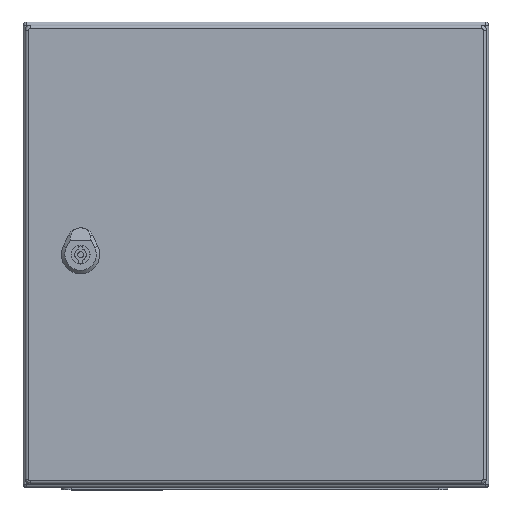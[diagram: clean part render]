
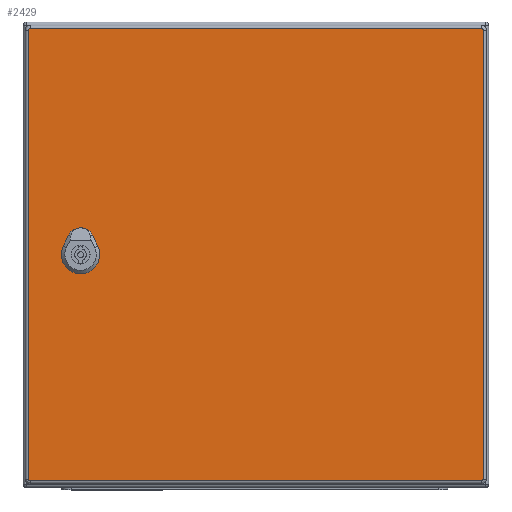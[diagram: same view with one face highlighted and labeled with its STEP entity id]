
A CAD part, top view. The second image highlights one B-rep face of the part: STEP entity #2429.
In plain terms, the highlighted face is planar.
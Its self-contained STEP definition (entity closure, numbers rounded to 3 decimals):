
#1430=FACE_BOUND('',#3655,.T.);
#1431=FACE_BOUND('',#3656,.T.);
#2009=CIRCLE('',#9840,11.25);
#2010=CIRCLE('',#9841,11.25);
#2011=CIRCLE('',#9842,11.25);
#2012=CIRCLE('',#9843,11.25);
#2013=CIRCLE('',#9844,1.4);
#2014=CIRCLE('',#9845,1.4);
#2015=CIRCLE('',#9846,1.4);
#2016=CIRCLE('',#9847,1.4);
#2429=ADVANCED_FACE('',(#1430,#1431),#2706,.F.);
#2706=PLANE('',#9848);
#3655=EDGE_LOOP('',(#5227,#5228,#5229,#5230,#5231,#5232,#5233,#5234));
#3656=EDGE_LOOP('',(#5235,#5236,#5237,#5238,#5239,#5240,#5241,#5242));
#5227=ORIENTED_EDGE('',*,*,#7607,.T.);
#5228=ORIENTED_EDGE('',*,*,#7608,.T.);
#5229=ORIENTED_EDGE('',*,*,#7609,.T.);
#5230=ORIENTED_EDGE('',*,*,#7610,.T.);
#5231=ORIENTED_EDGE('',*,*,#7611,.T.);
#5232=ORIENTED_EDGE('',*,*,#7612,.T.);
#5233=ORIENTED_EDGE('',*,*,#7613,.T.);
#5234=ORIENTED_EDGE('',*,*,#7614,.T.);
#5235=ORIENTED_EDGE('',*,*,#7615,.F.);
#5236=ORIENTED_EDGE('',*,*,#7616,.F.);
#5237=ORIENTED_EDGE('',*,*,#7617,.F.);
#5238=ORIENTED_EDGE('',*,*,#7618,.F.);
#5239=ORIENTED_EDGE('',*,*,#7619,.F.);
#5240=ORIENTED_EDGE('',*,*,#7620,.F.);
#5241=ORIENTED_EDGE('',*,*,#7621,.F.);
#5242=ORIENTED_EDGE('',*,*,#7622,.F.);
#6633=VERTEX_POINT('',#14636);
#6634=VERTEX_POINT('',#14637);
#6635=VERTEX_POINT('',#14639);
#6636=VERTEX_POINT('',#14641);
#6637=VERTEX_POINT('',#14643);
#6638=VERTEX_POINT('',#14645);
#6639=VERTEX_POINT('',#14647);
#6640=VERTEX_POINT('',#14649);
#6641=VERTEX_POINT('',#14652);
#6642=VERTEX_POINT('',#14653);
#6643=VERTEX_POINT('',#14655);
#6644=VERTEX_POINT('',#14657);
#6645=VERTEX_POINT('',#14659);
#6646=VERTEX_POINT('',#14661);
#6647=VERTEX_POINT('',#14663);
#6648=VERTEX_POINT('',#14665);
#7607=EDGE_CURVE('',#6633,#6634,#8361,.T.);
#7608=EDGE_CURVE('',#6634,#6635,#2009,.T.);
#7609=EDGE_CURVE('',#6635,#6636,#8362,.T.);
#7610=EDGE_CURVE('',#6636,#6637,#2010,.T.);
#7611=EDGE_CURVE('',#6637,#6638,#8363,.T.);
#7612=EDGE_CURVE('',#6638,#6639,#2011,.T.);
#7613=EDGE_CURVE('',#6639,#6640,#8364,.T.);
#7614=EDGE_CURVE('',#6640,#6633,#2012,.T.);
#7615=EDGE_CURVE('',#6641,#6642,#2013,.T.);
#7616=EDGE_CURVE('',#6643,#6641,#8365,.T.);
#7617=EDGE_CURVE('',#6644,#6643,#2014,.T.);
#7618=EDGE_CURVE('',#6645,#6644,#8366,.T.);
#7619=EDGE_CURVE('',#6646,#6645,#2015,.T.);
#7620=EDGE_CURVE('',#6647,#6646,#8367,.T.);
#7621=EDGE_CURVE('',#6648,#6647,#2016,.T.);
#7622=EDGE_CURVE('',#6642,#6648,#8368,.T.);
#8361=LINE('',#14635,#8971);
#8362=LINE('',#14640,#8972);
#8363=LINE('',#14644,#8973);
#8364=LINE('',#14648,#8974);
#8365=LINE('',#14654,#8975);
#8366=LINE('',#14658,#8976);
#8367=LINE('',#14662,#8977);
#8368=LINE('',#14666,#8978);
#8971=VECTOR('',#11792,1.);
#8972=VECTOR('',#11795,1.);
#8973=VECTOR('',#11798,1.);
#8974=VECTOR('',#11801,1.);
#8975=VECTOR('',#11806,1.);
#8976=VECTOR('',#11809,1.);
#8977=VECTOR('',#11812,1.);
#8978=VECTOR('',#11815,1.);
#9840=AXIS2_PLACEMENT_3D('',#14638,#11793,#11794);
#9841=AXIS2_PLACEMENT_3D('',#14642,#11796,#11797);
#9842=AXIS2_PLACEMENT_3D('',#14646,#11799,#11800);
#9843=AXIS2_PLACEMENT_3D('',#14650,#11802,#11803);
#9844=AXIS2_PLACEMENT_3D('',#14651,#11804,#11805);
#9845=AXIS2_PLACEMENT_3D('',#14656,#11807,#11808);
#9846=AXIS2_PLACEMENT_3D('',#14660,#11810,#11811);
#9847=AXIS2_PLACEMENT_3D('',#14664,#11813,#11814);
#9848=AXIS2_PLACEMENT_3D('',#14667,#11816,#11817);
#11792=DIRECTION('',(-1.,0.,0.));
#11793=DIRECTION('',(0.,0.,1.));
#11794=DIRECTION('',(1.,0.,0.));
#11795=DIRECTION('',(0.,-1.,0.));
#11796=DIRECTION('',(0.,0.,1.));
#11797=DIRECTION('',(1.,0.,0.));
#11798=DIRECTION('',(1.,0.,0.));
#11799=DIRECTION('',(0.,0.,1.));
#11800=DIRECTION('',(1.,0.,0.));
#11801=DIRECTION('',(0.,1.,0.));
#11802=DIRECTION('',(0.,0.,1.));
#11803=DIRECTION('',(1.,0.,0.));
#11804=DIRECTION('',(0.,0.,1.));
#11805=DIRECTION('',(1.,0.,0.));
#11806=DIRECTION('',(0.,-1.,0.));
#11807=DIRECTION('',(0.,0.,1.));
#11808=DIRECTION('',(1.,0.,0.));
#11809=DIRECTION('',(-1.,0.,0.));
#11810=DIRECTION('',(0.,0.,1.));
#11811=DIRECTION('',(1.,0.,0.));
#11812=DIRECTION('',(0.,1.,0.));
#11813=DIRECTION('',(0.,0.,1.));
#11814=DIRECTION('',(1.,0.,0.));
#11815=DIRECTION('',(1.,0.,0.));
#11816=DIRECTION('',(0.,0.,1.));
#11817=DIRECTION('',(1.,0.,0.));
#14635=CARTESIAN_POINT('',(-193.95,10.2,0.));
#14636=CARTESIAN_POINT('',(155.396,10.2,0.));
#14637=CARTESIAN_POINT('',(145.904,10.2,0.));
#14638=CARTESIAN_POINT('',(150.65,0.,0.));
#14639=CARTESIAN_POINT('',(140.45,4.746,0.));
#14640=CARTESIAN_POINT('',(140.45,193.,0.));
#14641=CARTESIAN_POINT('',(140.45,-4.746,0.));
#14642=CARTESIAN_POINT('',(150.65,0.,0.));
#14643=CARTESIAN_POINT('',(145.904,-10.2,0.));
#14644=CARTESIAN_POINT('',(-193.95,-10.2,0.));
#14645=CARTESIAN_POINT('',(155.396,-10.2,0.));
#14646=CARTESIAN_POINT('',(150.65,0.,0.));
#14647=CARTESIAN_POINT('',(160.85,-4.746,0.));
#14648=CARTESIAN_POINT('',(160.85,193.,0.));
#14649=CARTESIAN_POINT('',(160.85,4.746,0.));
#14650=CARTESIAN_POINT('',(150.65,0.,0.));
#14651=CARTESIAN_POINT('',(-193.95,-193.,0.));
#14652=CARTESIAN_POINT('',(-195.35,-193.,0.));
#14653=CARTESIAN_POINT('',(-193.95,-194.4,0.));
#14654=CARTESIAN_POINT('',(-195.35,193.,0.));
#14655=CARTESIAN_POINT('',(-195.35,193.,0.));
#14656=CARTESIAN_POINT('',(-193.95,193.,0.));
#14657=CARTESIAN_POINT('',(-193.95,194.4,0.));
#14658=CARTESIAN_POINT('',(193.95,194.4,0.));
#14659=CARTESIAN_POINT('',(193.95,194.4,0.));
#14660=CARTESIAN_POINT('',(193.95,193.,0.));
#14661=CARTESIAN_POINT('',(195.35,193.,0.));
#14662=CARTESIAN_POINT('',(195.35,-193.,0.));
#14663=CARTESIAN_POINT('',(195.35,-193.,0.));
#14664=CARTESIAN_POINT('',(193.95,-193.,0.));
#14665=CARTESIAN_POINT('',(193.95,-194.4,0.));
#14666=CARTESIAN_POINT('',(-193.95,-194.4,0.));
#14667=CARTESIAN_POINT('',(-193.95,193.,0.));
